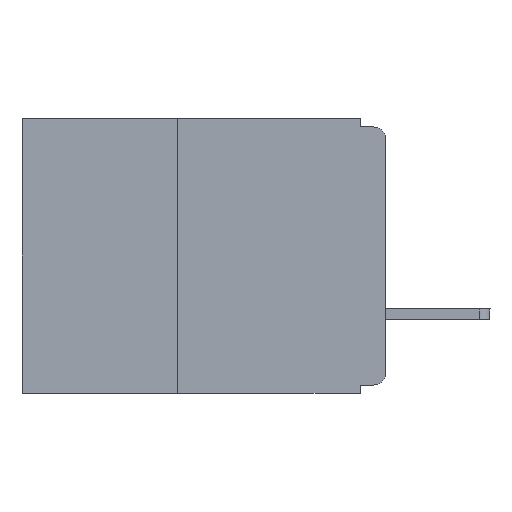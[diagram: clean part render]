
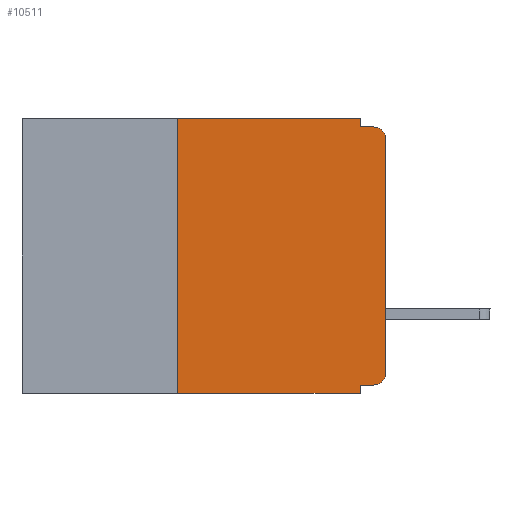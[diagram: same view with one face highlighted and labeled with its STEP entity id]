
A CAD part, left-side view. The second image highlights one B-rep face of the part: STEP entity #10511.
In plain terms, the highlighted planar face has unit normal (-1, 0, 0).
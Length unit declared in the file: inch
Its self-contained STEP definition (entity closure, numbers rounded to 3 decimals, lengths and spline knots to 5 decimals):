
#56 = VERTEX_POINT ( 'NONE', #1158 ) ;
#314 = EDGE_CURVE ( 'NONE', #8525, #6529, #1691, .T. ) ;
#638 = VECTOR ( 'NONE', #3977, 39.37008 ) ;
#661 = ORIENTED_EDGE ( 'NONE', *, *, #1838, .T. ) ;
#665 = CARTESIAN_POINT ( 'NONE',  ( 0., 0.031, -0.33 ) ) ;
#686 = ORIENTED_EDGE ( 'NONE', *, *, #7450, .T. ) ;
#734 = PLANE ( 'NONE',  #7440 ) ;
#1158 = CARTESIAN_POINT ( 'NONE',  ( 0., 0.015, -0.01 ) ) ;
#1480 = DIRECTION ( 'NONE',  ( 0., -1., 0. ) ) ;
#1493 = CARTESIAN_POINT ( 'NONE',  ( 0., 0.015, -0.305 ) ) ;
#1686 = CARTESIAN_POINT ( 'NONE',  ( 0., 0.031, 0. ) ) ;
#1691 = LINE ( 'NONE', #10431, #6193 ) ;
#1715 = CARTESIAN_POINT ( 'NONE',  ( 0., 0.25, -0.33 ) ) ;
#1838 = EDGE_CURVE ( 'NONE', #11688, #56, #14078, .T. ) ;
#1899 = FACE_OUTER_BOUND ( 'NONE', #9420, .T. ) ;
#1960 = DIRECTION ( 'NONE',  ( 0., 0., -1. ) ) ;
#2245 = AXIS2_PLACEMENT_3D ( 'NONE', #6248, #15001, #12616 ) ;
#2696 = VERTEX_POINT ( 'NONE', #12209 ) ;
#2869 = CARTESIAN_POINT ( 'NONE',  ( 0., 0., 0. ) ) ;
#2975 = VERTEX_POINT ( 'NONE', #10319 ) ;
#3269 = ORIENTED_EDGE ( 'NONE', *, *, #4657, .F. ) ;
#3536 = LINE ( 'NONE', #8900, #638 ) ;
#3727 = EDGE_CURVE ( 'NONE', #10864, #4182, #12608, .T. ) ;
#3977 = DIRECTION ( 'NONE',  ( 0., -1., 0. ) ) ;
#4182 = VERTEX_POINT ( 'NONE', #665 ) ;
#4208 = VECTOR ( 'NONE', #12799, 39.37008 ) ;
#4476 = ORIENTED_EDGE ( 'NONE', *, *, #14003, .F. ) ;
#4553 = CARTESIAN_POINT ( 'NONE',  ( 0., 0.031, -0.32 ) ) ;
#4657 = EDGE_CURVE ( 'NONE', #10864, #2975, #5946, .T. ) ;
#4897 = VERTEX_POINT ( 'NONE', #8437 ) ;
#5037 = DIRECTION ( 'NONE',  ( 0., 0., -1. ) ) ;
#5195 = DIRECTION ( 'NONE',  ( 0., 0., 1. ) ) ;
#5497 = LINE ( 'NONE', #1686, #11533 ) ;
#5686 = ORIENTED_EDGE ( 'NONE', *, *, #3727, .T. ) ;
#5946 = LINE ( 'NONE', #1715, #4208 ) ;
#6193 = VECTOR ( 'NONE', #10324, 39.37008 ) ;
#6200 = CARTESIAN_POINT ( 'NONE',  ( 0., 0.031, -0.33 ) ) ;
#6248 = CARTESIAN_POINT ( 'NONE',  ( 0., 0.015, -0.025 ) ) ;
#6529 = VERTEX_POINT ( 'NONE', #4553 ) ;
#6766 = VERTEX_POINT ( 'NONE', #12966 ) ;
#6875 = VECTOR ( 'NONE', #12544, 39.37008 ) ;
#7340 = ORIENTED_EDGE ( 'NONE', *, *, #11221, .T. ) ;
#7378 = ORIENTED_EDGE ( 'NONE', *, *, #7409, .F. ) ;
#7409 = EDGE_CURVE ( 'NONE', #2975, #6766, #8014, .T. ) ;
#7440 = AXIS2_PLACEMENT_3D ( 'NONE', #13360, #15900, #1960 ) ;
#7450 = EDGE_CURVE ( 'NONE', #4897, #11688, #10942, .T. ) ;
#7663 = EDGE_CURVE ( 'NONE', #6766, #2696, #5497, .T. ) ;
#8014 = LINE ( 'NONE', #12483, #6875 ) ;
#8437 = CARTESIAN_POINT ( 'NONE',  ( 0., 0., -0.305 ) ) ;
#8525 = VERTEX_POINT ( 'NONE', #10517 ) ;
#8900 = CARTESIAN_POINT ( 'NONE',  ( 0., 0., -0.01 ) ) ;
#9130 = DIRECTION ( 'NONE',  ( 0., 0., -1. ) ) ;
#9180 = VECTOR ( 'NONE', #5037, 39.37008 ) ;
#9420 = EDGE_LOOP ( 'NONE', ( #686, #661, #14079, #13041, #7378, #3269, #5686, #4476, #11133, #7340 ) ) ;
#9944 = CARTESIAN_POINT ( 'NONE',  ( 0., 0., -0.025 ) ) ;
#10319 = CARTESIAN_POINT ( 'NONE',  ( 0., 0.25, 0. ) ) ;
#10324 = DIRECTION ( 'NONE',  ( 0., 1., 0. ) ) ;
#10431 = CARTESIAN_POINT ( 'NONE',  ( 0., 0., -0.32 ) ) ;
#10511 = ADVANCED_FACE ( 'NONE', ( #1899 ), #734, .F. ) ;
#10517 = CARTESIAN_POINT ( 'NONE',  ( 0., 0.015, -0.32 ) ) ;
#10546 = DIRECTION ( 'NONE',  ( 0., 0., -1. ) ) ;
#10864 = VERTEX_POINT ( 'NONE', #14039 ) ;
#10942 = LINE ( 'NONE', #2869, #13925 ) ;
#11133 = ORIENTED_EDGE ( 'NONE', *, *, #314, .F. ) ;
#11221 = EDGE_CURVE ( 'NONE', #8525, #4897, #11430, .T. ) ;
#11371 = DIRECTION ( 'NONE',  ( -1., 0., 0. ) ) ;
#11430 = CIRCLE ( 'NONE', #15743, 0.015 ) ;
#11533 = VECTOR ( 'NONE', #9130, 39.37008 ) ;
#11594 = CARTESIAN_POINT ( 'NONE',  ( 0., 0.437, -0.33 ) ) ;
#11688 = VERTEX_POINT ( 'NONE', #9944 ) ;
#12209 = CARTESIAN_POINT ( 'NONE',  ( 0., 0.031, -0.01 ) ) ;
#12483 = CARTESIAN_POINT ( 'NONE',  ( 0., 0.437, 0. ) ) ;
#12544 = DIRECTION ( 'NONE',  ( 0., -1., 0. ) ) ;
#12608 = LINE ( 'NONE', #11594, #13804 ) ;
#12616 = DIRECTION ( 'NONE',  ( 0., 0., -1. ) ) ;
#12799 = DIRECTION ( 'NONE',  ( 0., 0., 1. ) ) ;
#12966 = CARTESIAN_POINT ( 'NONE',  ( 0., 0.031, 0. ) ) ;
#13041 = ORIENTED_EDGE ( 'NONE', *, *, #7663, .F. ) ;
#13360 = CARTESIAN_POINT ( 'NONE',  ( 0., 0.437, 0. ) ) ;
#13804 = VECTOR ( 'NONE', #1480, 39.37008 ) ;
#13925 = VECTOR ( 'NONE', #5195, 39.37008 ) ;
#14003 = EDGE_CURVE ( 'NONE', #6529, #4182, #15096, .T. ) ;
#14039 = CARTESIAN_POINT ( 'NONE',  ( 0., 0.25, -0.33 ) ) ;
#14078 = CIRCLE ( 'NONE', #2245, 0.015 ) ;
#14079 = ORIENTED_EDGE ( 'NONE', *, *, #14609, .F. ) ;
#14609 = EDGE_CURVE ( 'NONE', #2696, #56, #3536, .T. ) ;
#15001 = DIRECTION ( 'NONE',  ( -1., 0., 0. ) ) ;
#15096 = LINE ( 'NONE', #6200, #9180 ) ;
#15743 = AXIS2_PLACEMENT_3D ( 'NONE', #1493, #11371, #10546 ) ;
#15900 = DIRECTION ( 'NONE',  ( 1., 0., 0. ) ) ;
